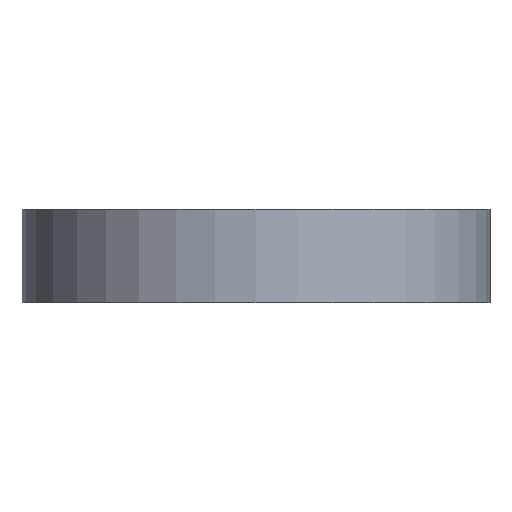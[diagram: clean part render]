
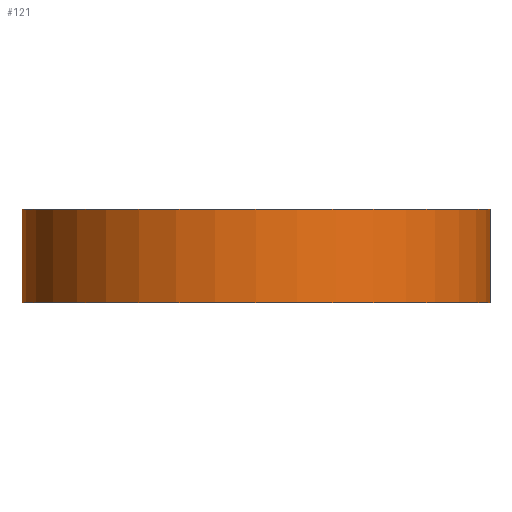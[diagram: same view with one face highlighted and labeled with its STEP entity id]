
A CAD part, front view. The second image highlights one B-rep face of the part: STEP entity #121.
In plain terms, the highlighted cylindrical face has radius 10.5 mm (diameter 21 mm), a partial arc.
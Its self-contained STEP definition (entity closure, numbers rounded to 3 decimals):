
#65=EDGE_CURVE('',#87,#91,#151,.T.);
#67=EDGE_CURVE('',#89,#91,#153,.T.);
#81=EDGE_CURVE('',#93,#87,#174,.T.);
#87=VERTEX_POINT('',#180);
#89=VERTEX_POINT('',#182);
#91=VERTEX_POINT('',#184);
#93=VERTEX_POINT('',#186);
#121=ADVANCED_FACE('',(#216),#217,.T.);
#125=EDGE_CURVE('',#89,#93,#221,.T.);
#151=LINE('',#238,#239);
#153=CIRCLE('',#242,10.5);
#174=CIRCLE('',#264,10.5);
#180=CARTESIAN_POINT('',(-10.5,0.,4.2));
#182=CARTESIAN_POINT('',(10.5,0.,0.));
#184=CARTESIAN_POINT('',(-10.5,0.,0.));
#186=CARTESIAN_POINT('',(10.5,0.,4.2));
#216=FACE_OUTER_BOUND('',#318,.T.);
#217=CYLINDRICAL_SURFACE('',#319,10.5);
#221=LINE('',#325,#326);
#238=CARTESIAN_POINT('',(-10.5,0.,2.1));
#239=VECTOR('',#336,1.0);
#242=AXIS2_PLACEMENT_3D('',#337,#338,#339);
#264=AXIS2_PLACEMENT_3D('',#380,#381,#382);
#318=EDGE_LOOP('',(#421,#422,#423,#424));
#319=AXIS2_PLACEMENT_3D('',#425,#426,#427);
#325=CARTESIAN_POINT('',(10.5,0.,2.1));
#326=VECTOR('',#431,1.0);
#336=DIRECTION('',(0.0,0.0,-1.0));
#337=CARTESIAN_POINT('',(0.,0.,0.));
#338=DIRECTION('',(-0.0,0.0,-1.0));
#339=DIRECTION('',(-1.0,0.,0.0));
#380=CARTESIAN_POINT('',(0.,0.,4.2));
#381=DIRECTION('',(-0.0,0.0,-1.0));
#382=DIRECTION('',(-1.0,0.,0.0));
#421=ORIENTED_EDGE('',*,*,#65,.T.);
#422=ORIENTED_EDGE('',*,*,#67,.F.);
#423=ORIENTED_EDGE('',*,*,#125,.T.);
#424=ORIENTED_EDGE('',*,*,#81,.T.);
#425=CARTESIAN_POINT('',(0.,0.,2.1));
#426=DIRECTION('',(0.0,-0.0,1.0));
#427=DIRECTION('',(-1.0,0.,0.0));
#431=DIRECTION('',(-0.0,-0.0,1.0));
